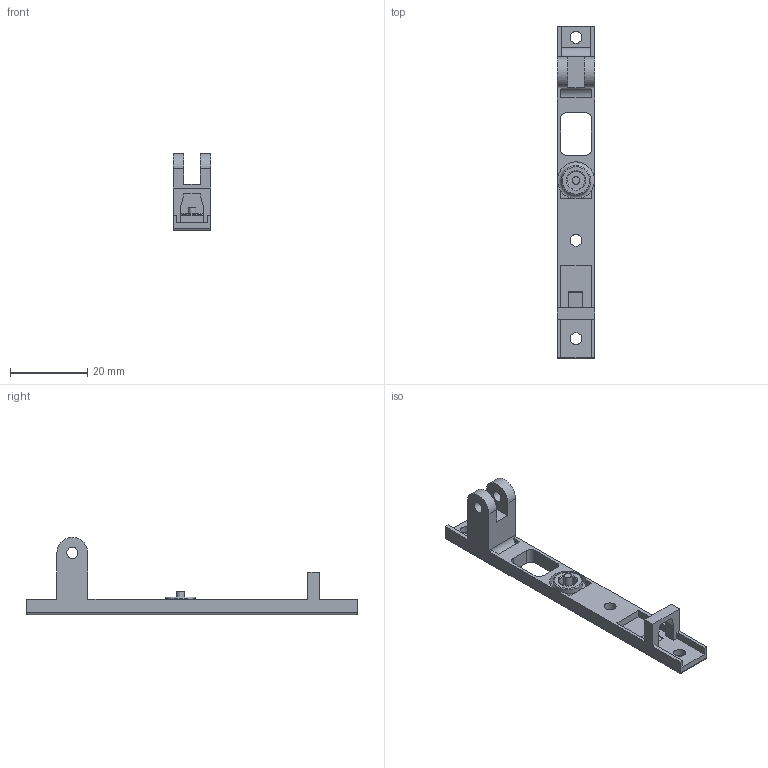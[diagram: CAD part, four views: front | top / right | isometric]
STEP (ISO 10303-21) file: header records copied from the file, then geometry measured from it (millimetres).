
FILE_DESCRIPTION(/* description */ (''),/* implementation_level */ '2;1');
FILE_NAME(/* name */ 'PianoSpring v33.step',/* time_stamp */ '2023-03-07T19:39:33-05:00',/* author */ (''),/* organization */ (''),/* preprocessor_version */ 'ST-DEVELOPER v19.2',/* originating_system */ 'Autodesk Translation Framework v11.17.0.187',/* authorisation */ '');
FILE_SCHEMA (('AUTOMOTIVE_DESIGN { 1 0 10303 214 3 1 1 }'));
Length unit declared in the file: millimetre
Products named in the file (2): PianoSpring; Support1
Assembly tree (1 placements, depth 2):
  PianoSpring
    Support1
Bounding box: 9.75 x 86 x 20 mm (x, y, z)
Volume: 3382.2 mm3; surface area: 3535.8 mm2
Topology: 1 solids, 1 shells, 81 faces, 218 edges, 142 vertices
Faces by surface type: plane 55, cylinder 23, torus 3
Full cylindrical faces by diameter (mm): 2 x1, 2.9 x2, 3.1 x3, 4.6 x1, 7.6 x1
Entity records: 2611 total; most frequent: CARTESIAN_POINT 444, DIRECTION 441, ORIENTED_EDGE 436, EDGE_CURVE 218, LINE 163, VECTOR 163, VERTEX_POINT 142, AXIS2_PLACEMENT_3D 139
